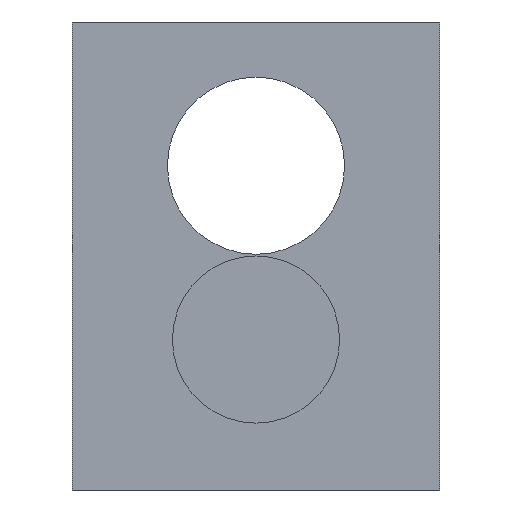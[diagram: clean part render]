
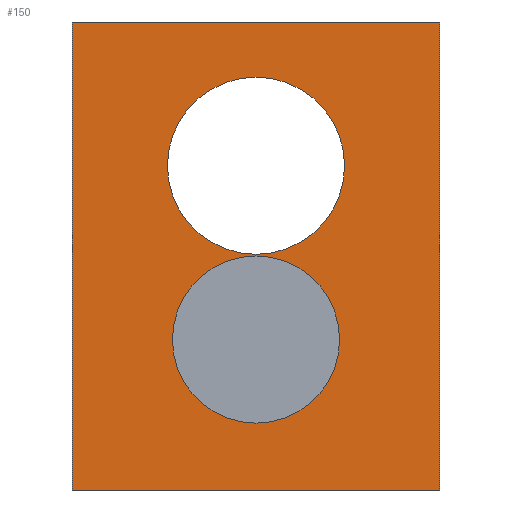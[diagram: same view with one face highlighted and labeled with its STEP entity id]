
A CAD part, left-side view. The second image highlights one B-rep face of the part: STEP entity #150.
In plain terms, the highlighted planar face has unit normal (-1, 0, 0).
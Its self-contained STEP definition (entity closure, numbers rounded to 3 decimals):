
#16=FACE_BOUND('',#40,.T.);
#17=FACE_BOUND('',#41,.T.);
#20=PLANE('',#177);
#29=FACE_OUTER_BOUND('',#39,.T.);
#39=EDGE_LOOP('',(#122,#123,#124,#125));
#40=EDGE_LOOP('',(#126));
#41=EDGE_LOOP('',(#127));
#52=LINE('',#250,#66);
#53=LINE('',#252,#67);
#54=LINE('',#254,#68);
#55=LINE('',#255,#69);
#66=VECTOR('',#208,10.);
#67=VECTOR('',#209,10.);
#68=VECTOR('',#210,10.);
#69=VECTOR('',#211,10.);
#74=CIRCLE('',#170,2.65);
#77=CIRCLE('',#174,2.5);
#78=VERTEX_POINT('',#226);
#81=VERTEX_POINT('',#234);
#86=VERTEX_POINT('',#248);
#87=VERTEX_POINT('',#249);
#88=VERTEX_POINT('',#251);
#89=VERTEX_POINT('',#253);
#90=EDGE_CURVE('',#78,#78,#74,.T.);
#95=EDGE_CURVE('',#81,#81,#77,.T.);
#100=EDGE_CURVE('',#86,#87,#52,.T.);
#101=EDGE_CURVE('',#87,#88,#53,.T.);
#102=EDGE_CURVE('',#88,#89,#54,.T.);
#103=EDGE_CURVE('',#89,#86,#55,.T.);
#122=ORIENTED_EDGE('',*,*,#100,.T.);
#123=ORIENTED_EDGE('',*,*,#101,.T.);
#124=ORIENTED_EDGE('',*,*,#102,.T.);
#125=ORIENTED_EDGE('',*,*,#103,.T.);
#126=ORIENTED_EDGE('',*,*,#90,.T.);
#127=ORIENTED_EDGE('',*,*,#95,.T.);
#150=ADVANCED_FACE('',(#29,#16,#17),#20,.F.);
#170=AXIS2_PLACEMENT_3D('',#227,#186,#187);
#174=AXIS2_PLACEMENT_3D('',#236,#196,#197);
#177=AXIS2_PLACEMENT_3D('',#247,#206,#207);
#186=DIRECTION('center_axis',(1.,0.,0.));
#187=DIRECTION('ref_axis',(0.,1.,0.));
#196=DIRECTION('center_axis',(1.,0.,0.));
#197=DIRECTION('ref_axis',(0.,0.,-1.));
#206=DIRECTION('center_axis',(1.,0.,0.));
#207=DIRECTION('ref_axis',(0.,0.,1.));
#208=DIRECTION('',(0.,1.,0.));
#209=DIRECTION('',(0.,0.,-1.));
#210=DIRECTION('',(0.,-1.,0.));
#211=DIRECTION('',(0.,0.,1.));
#226=CARTESIAN_POINT('',(0.,2.85,9.7));
#227=CARTESIAN_POINT('Origin',(0.,5.5,9.7));
#234=CARTESIAN_POINT('',(0.,3.,4.5));
#236=CARTESIAN_POINT('Origin',(0.,5.5,4.5));
#247=CARTESIAN_POINT('Origin',(0.,5.5,7.));
#248=CARTESIAN_POINT('',(0.,0.,14.));
#249=CARTESIAN_POINT('',(0.,11.,14.));
#250=CARTESIAN_POINT('',(0.,5.5,14.));
#251=CARTESIAN_POINT('',(0.,11.,0.));
#252=CARTESIAN_POINT('',(0.,11.,7.));
#253=CARTESIAN_POINT('',(0.,0.,0.));
#254=CARTESIAN_POINT('',(0.,5.5,0.));
#255=CARTESIAN_POINT('',(0.,0.,7.));
